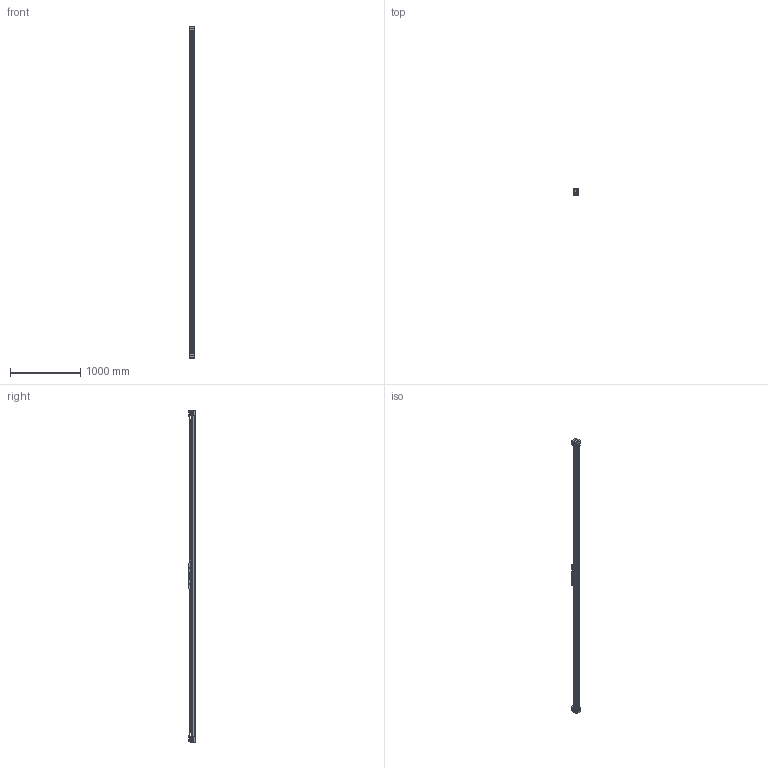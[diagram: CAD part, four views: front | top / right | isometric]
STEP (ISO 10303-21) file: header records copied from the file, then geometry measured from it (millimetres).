
FILE_DESCRIPTION (( 'STEP AP214' ), '1' );
FILE_NAME ('BLM60-4200-4736_Bondy.STEP', '2023-03-14T13:22:37', ( '' ), ( '' ), 'SwSTEP 2.0', 'SolidWorks 2023', '' );
FILE_SCHEMA (( 'AUTOMOTIVE_DESIGN' ));
Length unit declared in the file: millimetre
Products named in the file (1): BLM60-4200-4736_Bondy
Bounding box: 80 x 104 x 4736 mm (x, y, z)
Volume: 16253011 mm3; surface area: 3239792.7 mm2
Topology: 118 solids, 118 shells, 8036 faces, 22832 edges, 15012 vertices
Faces by surface type: plane 4658, cylinder 3010, torus 176, sphere 116, cone 52, bspline 24
Entity records: 353710 total; most frequent: CARTESIAN_POINT 50411, ORIENTED_EDGE 44960, DIRECTION 44884, EDGE_CURVE 22480, LINE 15770, VECTOR 15770, VERTEX_POINT 14900, AXIS2_PLACEMENT_3D 14557
